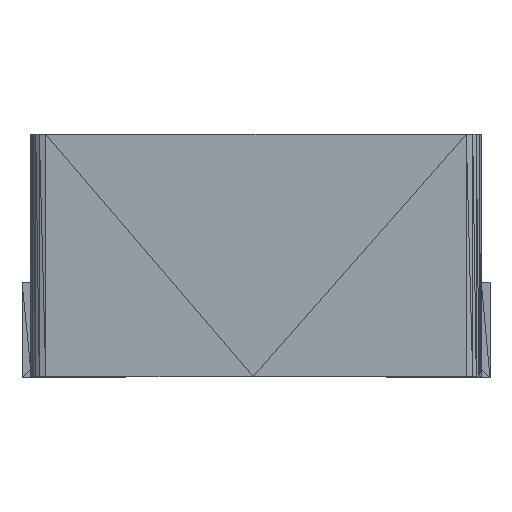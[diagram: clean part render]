
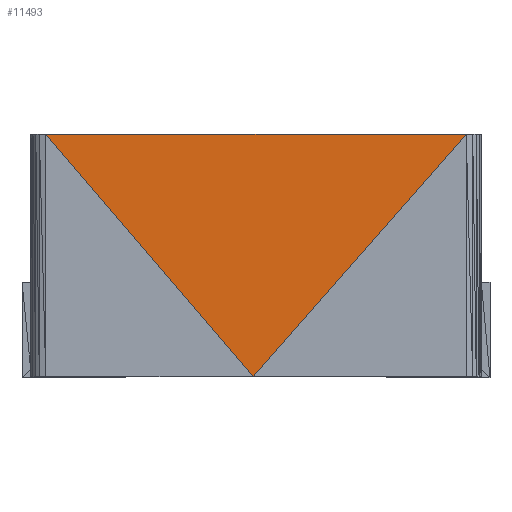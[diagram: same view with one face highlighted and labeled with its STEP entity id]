
A CAD part, front view. The second image highlights one B-rep face of the part: STEP entity #11493.
In plain terms, the highlighted planar face has unit normal (0, -1, 0.001).
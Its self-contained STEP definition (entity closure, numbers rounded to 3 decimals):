
#793=FACE_OUTER_BOUND('',#1763,.T.);
#1763=EDGE_LOOP('',(#9149,#9150,#9151));
#2901=LINE('',#17971,#4360);
#3149=LINE('',#18457,#4608);
#3150=LINE('',#18459,#4609);
#4360=VECTOR('',#14789,10.);
#4608=VECTOR('',#15411,10.);
#4609=VECTOR('',#15414,10.);
#5236=VERTEX_POINT('',#17915);
#5242=VERTEX_POINT('',#17969);
#5253=VERTEX_POINT('',#18079);
#6314=EDGE_CURVE('',#5236,#5242,#2901,.T.);
#6562=EDGE_CURVE('',#5236,#5253,#3149,.T.);
#6563=EDGE_CURVE('',#5253,#5242,#3150,.T.);
#9149=ORIENTED_EDGE('',*,*,#6562,.F.);
#9150=ORIENTED_EDGE('',*,*,#6314,.T.);
#9151=ORIENTED_EDGE('',*,*,#6563,.F.);
#10523=PLANE('',#12480);
#11493=ADVANCED_FACE('',(#793),#10523,.T.);
#12480=AXIS2_PLACEMENT_3D('',#18458,#15412,#15413);
#14789=DIRECTION('',(-1.,0.,0.));
#15411=DIRECTION('',(-0.66,-0.001,-0.751));
#15412=DIRECTION('center_axis',(0.,-1.,0.001));
#15413=DIRECTION('ref_axis',(0.,-0.001,-1.));
#15414=DIRECTION('',(-0.65,0.001,0.76));
#17915=CARTESIAN_POINT('',(2.427,-2.598,6.898));
#17969=CARTESIAN_POINT('',(-2.427,-2.598,6.898));
#17971=CARTESIAN_POINT('',(2.427,-2.598,6.898));
#18079=CARTESIAN_POINT('',(-0.032,-2.601,4.097));
#18457=CARTESIAN_POINT('',(2.427,-2.598,6.898));
#18458=CARTESIAN_POINT('Origin',(-2.427,-2.598,6.898));
#18459=CARTESIAN_POINT('',(-0.032,-2.601,4.097));
